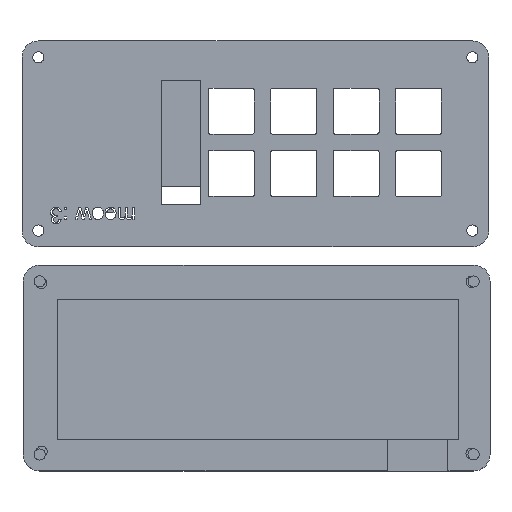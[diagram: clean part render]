
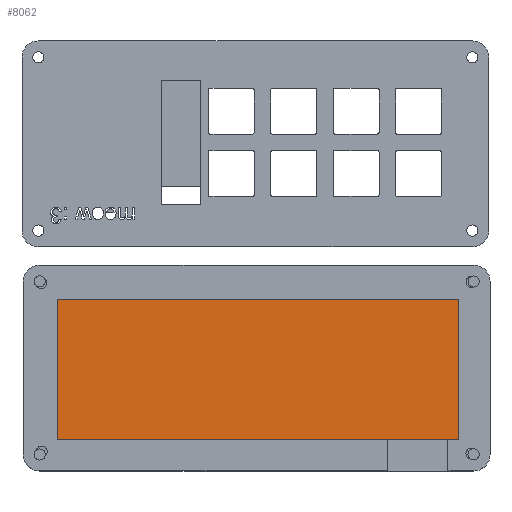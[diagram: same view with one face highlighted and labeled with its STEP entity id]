
A CAD part, top view. The second image highlights one B-rep face of the part: STEP entity #8062.
In plain terms, the highlighted planar face has unit normal (0, 0, 1).
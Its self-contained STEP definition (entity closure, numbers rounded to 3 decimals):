
#1270=FACE_OUTER_BOUND('',#1767,.T.);
#1767=EDGE_LOOP('',(#7379,#7380,#7381,#7382));
#2461=LINE('',#15635,#3132);
#2463=LINE('',#15639,#3134);
#2464=LINE('',#15641,#3135);
#2465=LINE('',#15642,#3136);
#3132=VECTOR('',#9724,10.);
#3134=VECTOR('',#9728,10.);
#3135=VECTOR('',#9729,10.);
#3136=VECTOR('',#9730,10.);
#3915=VERTEX_POINT('',#15632);
#3916=VERTEX_POINT('',#15634);
#3917=VERTEX_POINT('',#15638);
#3918=VERTEX_POINT('',#15640);
#5079=EDGE_CURVE('',#3915,#3916,#2461,.T.);
#5081=EDGE_CURVE('',#3917,#3915,#2463,.T.);
#5082=EDGE_CURVE('',#3918,#3917,#2464,.T.);
#5083=EDGE_CURVE('',#3916,#3918,#2465,.T.);
#7379=ORIENTED_EDGE('',*,*,#5079,.F.);
#7380=ORIENTED_EDGE('',*,*,#5081,.F.);
#7381=ORIENTED_EDGE('',*,*,#5082,.F.);
#7382=ORIENTED_EDGE('',*,*,#5083,.F.);
#7644=PLANE('',#8420);
#8062=ADVANCED_FACE('',(#1270),#7644,.T.);
#8420=AXIS2_PLACEMENT_3D('',#15637,#9726,#9727);
#9724=DIRECTION('',(-1.,0.,0.));
#9726=DIRECTION('center_axis',(0.,0.,1.));
#9727=DIRECTION('ref_axis',(1.,0.,0.));
#9728=DIRECTION('',(0.,-1.,0.));
#9729=DIRECTION('',(1.,0.,0.));
#9730=DIRECTION('',(0.,1.,0.));
#15632=CARTESIAN_POINT('',(22.444,7.138,3.));
#15634=CARTESIAN_POINT('',(-100.,7.138,3.));
#15635=CARTESIAN_POINT('',(-8.167,7.138,3.));
#15637=CARTESIAN_POINT('Origin',(-38.778,28.569,3.));
#15638=CARTESIAN_POINT('',(22.444,50.,3.));
#15639=CARTESIAN_POINT('',(22.444,39.284,3.));
#15640=CARTESIAN_POINT('',(-100.,50.,3.));
#15641=CARTESIAN_POINT('',(-69.389,50.,3.));
#15642=CARTESIAN_POINT('',(-100.,17.853,3.));
